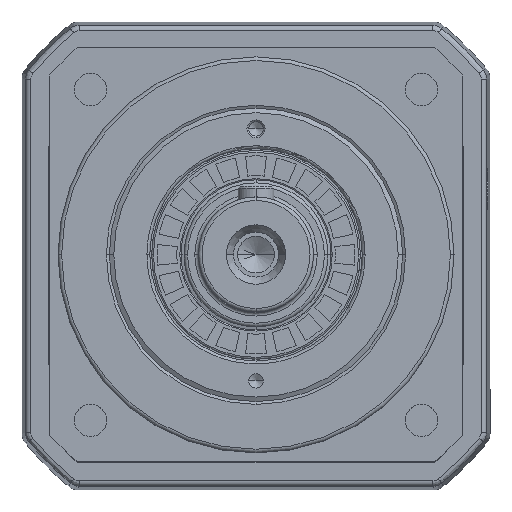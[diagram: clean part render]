
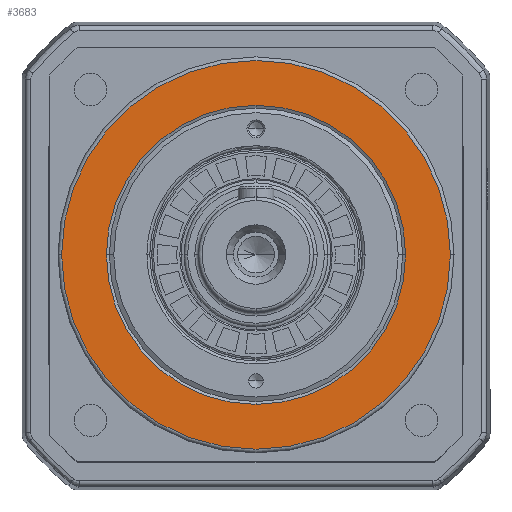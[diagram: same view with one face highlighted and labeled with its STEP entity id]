
A CAD part, top view. The second image highlights one B-rep face of the part: STEP entity #3683.
In plain terms, the highlighted planar face has unit normal (0, 0, 1).
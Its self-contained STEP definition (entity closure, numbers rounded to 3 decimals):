
#481 = AXIS2_PLACEMENT_3D ( 'NONE', #14665, #53808, #23357 ) ;
#1352 = DIRECTION ( 'NONE',  ( 0., 0., -1. ) ) ;
#2650 = EDGE_LOOP ( 'NONE', ( #13474, #36195 ) ) ;
#3314 = AXIS2_PLACEMENT_3D ( 'NONE', #47643, #9470, #4377 ) ;
#3387 = EDGE_LOOP ( 'NONE', ( #6109, #36190 ) ) ;
#3683 = ADVANCED_FACE ( 'NONE', ( #44195, #42834 ), #41146, .T. ) ;
#4377 = DIRECTION ( 'NONE',  ( 1., 0., 0. ) ) ;
#6109 = ORIENTED_EDGE ( 'NONE', *, *, #55526, .F. ) ;
#6999 = VERTEX_POINT ( 'NONE', #46066 ) ;
#7419 = EDGE_CURVE ( 'NONE', #32225, #10422, #52195, .T. ) ;
#9470 = DIRECTION ( 'NONE',  ( 0., 0., -1. ) ) ;
#9868 = DIRECTION ( 'NONE',  ( 0., -1., 0. ) ) ;
#10422 = VERTEX_POINT ( 'NONE', #43036 ) ;
#10599 = CARTESIAN_POINT ( 'NONE',  ( 0., 41.55, 72.5 ) ) ;
#12103 = CARTESIAN_POINT ( 'NONE',  ( 0., 0., 72.5 ) ) ;
#12398 = EDGE_CURVE ( 'NONE', #6999, #32355, #53885, .T. ) ;
#13474 = ORIENTED_EDGE ( 'NONE', *, *, #12398, .T. ) ;
#14178 = CIRCLE ( 'NONE', #32561, 41.55 ) ;
#14665 = CARTESIAN_POINT ( 'NONE',  ( 0., 0., 72.5 ) ) ;
#17170 = CIRCLE ( 'NONE', #3314, 54. ) ;
#18260 = AXIS2_PLACEMENT_3D ( 'NONE', #12103, #51038, #25120 ) ;
#21790 = EDGE_CURVE ( 'NONE', #32355, #6999, #14178, .T. ) ;
#23091 = CARTESIAN_POINT ( 'NONE',  ( 0., 0., 72.5 ) ) ;
#23357 = DIRECTION ( 'NONE',  ( 1., 0., 0. ) ) ;
#25120 = DIRECTION ( 'NONE',  ( 0., -1., 0. ) ) ;
#26092 = CARTESIAN_POINT ( 'NONE',  ( -54., 0., 72.5 ) ) ;
#27081 = AXIS2_PLACEMENT_3D ( 'NONE', #23091, #1352, #44850 ) ;
#31210 = DIRECTION ( 'NONE',  ( 0., 0., -1. ) ) ;
#32225 = VERTEX_POINT ( 'NONE', #26092 ) ;
#32355 = VERTEX_POINT ( 'NONE', #10599 ) ;
#32561 = AXIS2_PLACEMENT_3D ( 'NONE', #52590, #31210, #9868 ) ;
#36190 = ORIENTED_EDGE ( 'NONE', *, *, #7419, .F. ) ;
#36195 = ORIENTED_EDGE ( 'NONE', *, *, #21790, .T. ) ;
#41146 = PLANE ( 'NONE',  #481 ) ;
#42834 = FACE_BOUND ( 'NONE', #2650, .T. ) ;
#43036 = CARTESIAN_POINT ( 'NONE',  ( 54., 0., 72.5 ) ) ;
#44195 = FACE_OUTER_BOUND ( 'NONE', #3387, .T. ) ;
#44850 = DIRECTION ( 'NONE',  ( 1., 0., 0. ) ) ;
#46066 = CARTESIAN_POINT ( 'NONE',  ( 0., -41.55, 72.5 ) ) ;
#47643 = CARTESIAN_POINT ( 'NONE',  ( 0., 0., 72.5 ) ) ;
#51038 = DIRECTION ( 'NONE',  ( 0., 0., -1. ) ) ;
#52195 = CIRCLE ( 'NONE', #27081, 54. ) ;
#52590 = CARTESIAN_POINT ( 'NONE',  ( 0., 0., 72.5 ) ) ;
#53808 = DIRECTION ( 'NONE',  ( 0., 0., 1. ) ) ;
#53885 = CIRCLE ( 'NONE', #18260, 41.55 ) ;
#55526 = EDGE_CURVE ( 'NONE', #10422, #32225, #17170, .T. ) ;
